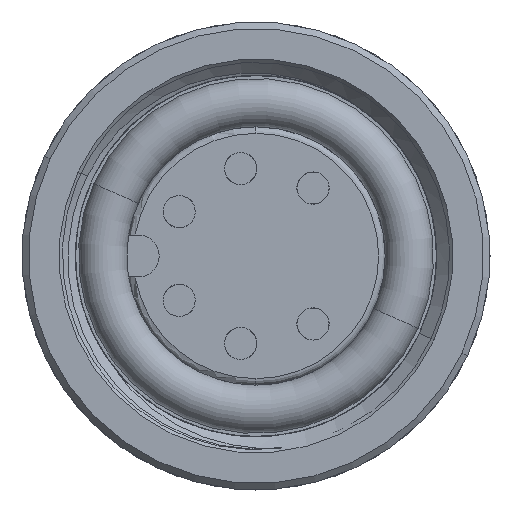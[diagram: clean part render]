
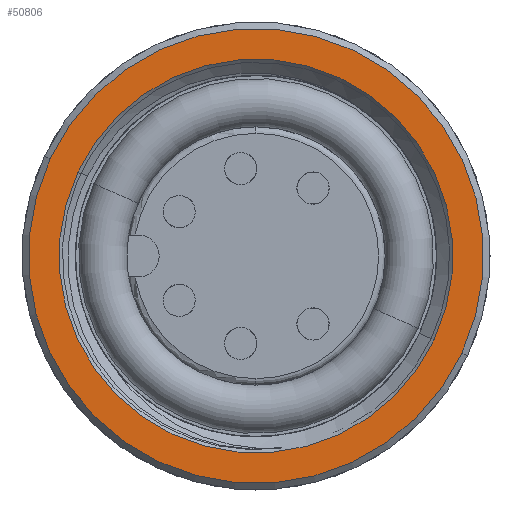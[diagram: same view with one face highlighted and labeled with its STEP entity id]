
A CAD part, left-side view. The second image highlights one B-rep face of the part: STEP entity #50806.
In plain terms, the highlighted face is planar.
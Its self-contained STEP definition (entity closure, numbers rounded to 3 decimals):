
#480 = VERTEX_POINT ( 'NONE', #50436 ) ;
#497 = CARTESIAN_POINT ( 'NONE',  ( 11., 0., 0. ) ) ;
#560 = EDGE_CURVE ( 'NONE', #480, #54904, #53542, .T. ) ;
#1608 = FACE_OUTER_BOUND ( 'NONE', #31669, .T. ) ;
#5648 = CARTESIAN_POINT ( 'NONE',  ( 11., 0., 0. ) ) ;
#6506 = CIRCLE ( 'NONE', #19914, 6.1 ) ;
#7340 = DIRECTION ( 'NONE',  ( -1., 0., 0. ) ) ;
#7910 = EDGE_CURVE ( 'NONE', #28544, #30047, #6506, .T. ) ;
#8122 = DIRECTION ( 'NONE',  ( 0., 0., 1. ) ) ;
#11047 = DIRECTION ( 'NONE',  ( 1., 0., 0. ) ) ;
#12705 = CARTESIAN_POINT ( 'NONE',  ( 11., 0., 0. ) ) ;
#19157 = CARTESIAN_POINT ( 'NONE',  ( 11., 0., -7.05 ) ) ;
#19253 = ORIENTED_EDGE ( 'NONE', *, *, #40780, .T. ) ;
#19355 = EDGE_CURVE ( 'NONE', #54904, #480, #23889, .T. ) ;
#19914 = AXIS2_PLACEMENT_3D ( 'NONE', #497, #33473, #56256 ) ;
#20169 = CARTESIAN_POINT ( 'NONE',  ( 11., 7.25, 0. ) ) ;
#21138 = EDGE_LOOP ( 'NONE', ( #56555, #19253 ) ) ;
#23889 = CIRCLE ( 'NONE', #51734, 7.05 ) ;
#26040 = CIRCLE ( 'NONE', #48203, 6.1 ) ;
#28544 = VERTEX_POINT ( 'NONE', #39186 ) ;
#29049 = DIRECTION ( 'NONE',  ( 0., 0., 1. ) ) ;
#30047 = VERTEX_POINT ( 'NONE', #55512 ) ;
#30915 = DIRECTION ( 'NONE',  ( 1., 0., 0. ) ) ;
#31019 = DIRECTION ( 'NONE',  ( 0., 0., 1. ) ) ;
#31669 = EDGE_LOOP ( 'NONE', ( #40307, #59279 ) ) ;
#33417 = DIRECTION ( 'NONE',  ( -1., 0., 0. ) ) ;
#33473 = DIRECTION ( 'NONE',  ( -1., 0., 0. ) ) ;
#37588 = PLANE ( 'NONE',  #55422 ) ;
#39186 = CARTESIAN_POINT ( 'NONE',  ( 11., 0., -6.1 ) ) ;
#40307 = ORIENTED_EDGE ( 'NONE', *, *, #560, .T. ) ;
#40780 = EDGE_CURVE ( 'NONE', #30047, #28544, #26040, .T. ) ;
#42385 = FACE_BOUND ( 'NONE', #21138, .T. ) ;
#48203 = AXIS2_PLACEMENT_3D ( 'NONE', #12705, #7340, #31019 ) ;
#50436 = CARTESIAN_POINT ( 'NONE',  ( 11., 0., 7.05 ) ) ;
#50806 = ADVANCED_FACE ( 'NONE', ( #1608, #42385 ), #37588, .F. ) ;
#51734 = AXIS2_PLACEMENT_3D ( 'NONE', #5648, #11047, #29049 ) ;
#52018 = DIRECTION ( 'NONE',  ( 0., 0., 1. ) ) ;
#53542 = CIRCLE ( 'NONE', #58319, 7.05 ) ;
#53709 = CARTESIAN_POINT ( 'NONE',  ( 11., 0., 0. ) ) ;
#54904 = VERTEX_POINT ( 'NONE', #19157 ) ;
#55422 = AXIS2_PLACEMENT_3D ( 'NONE', #20169, #33417, #52018 ) ;
#55512 = CARTESIAN_POINT ( 'NONE',  ( 11., 0., 6.1 ) ) ;
#56256 = DIRECTION ( 'NONE',  ( 0., 0., 1. ) ) ;
#56555 = ORIENTED_EDGE ( 'NONE', *, *, #7910, .T. ) ;
#58319 = AXIS2_PLACEMENT_3D ( 'NONE', #53709, #30915, #8122 ) ;
#59279 = ORIENTED_EDGE ( 'NONE', *, *, #19355, .T. ) ;
